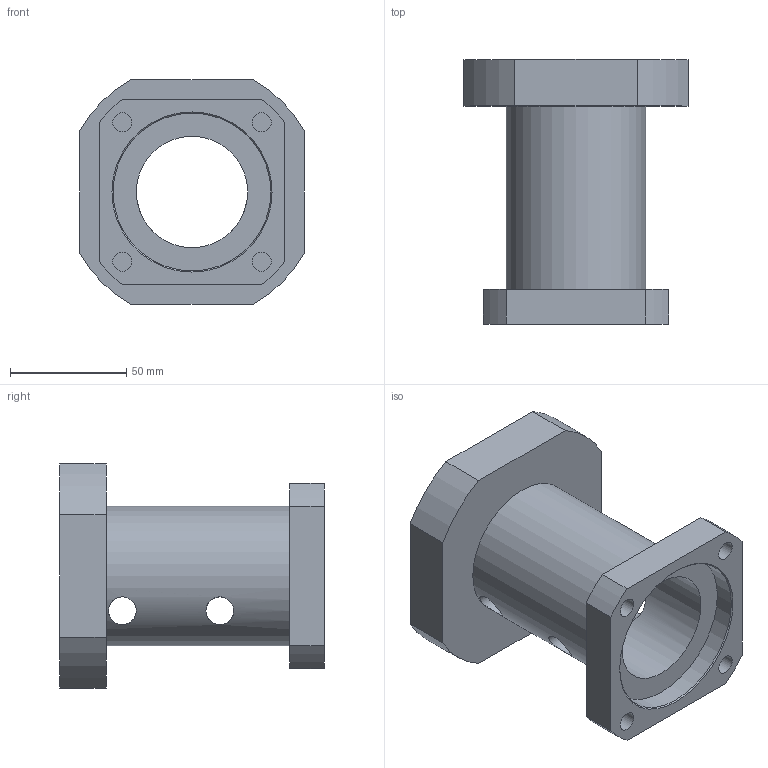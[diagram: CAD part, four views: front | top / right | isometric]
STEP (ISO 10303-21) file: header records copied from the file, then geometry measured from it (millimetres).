
FILE_DESCRIPTION(/* description */ (''),/* implementation_level */ '2;1');
FILE_NAME(/* name */ 'VK CTV 200 MTV110 96 X 96 GESM1924.stp',/* time_stamp */ '2017-08-23T08:13:10+02:00',/* author */ ('PVeber'),/* organization */ (''),/* preprocessor_version */ 'ST-DEVELOPER v16.1',/* originating_system */ 'Autodesk Inventor 2016',/* authorisation */ '');
FILE_SCHEMA (('AUTOMOTIVE_DESIGN { 1 0 10303 214 3 1 1 }'));
Length unit declared in the file: millimetre
Products named in the file (1): VK CTV 200 MTV110 96 X 96 GESM1924
Bounding box: 96.5 x 114 x 96.5 mm (x, y, z)
Volume: 258224.6 mm3; surface area: 65152 mm2
Topology: 1 solids, 1 shells, 33 faces, 87 edges, 59 vertices
Faces by surface type: cylinder 19, plane 13, cone 1
Full cylindrical faces by diameter (mm): 8.2 x4, 12 x4, 48 x1, 60 x1, 68 x1
Entity records: 1304 total; most frequent: CARTESIAN_POINT 440, DIRECTION 162, ORIENTED_EDGE 142, EDGE_CURVE 71, EDGE_LOOP 66, AXIS2_PLACEMENT_3D 65, VERTEX_POINT 55, STYLED_ITEM 34
